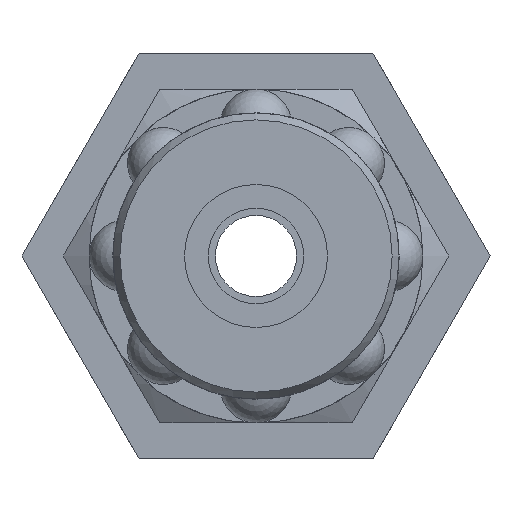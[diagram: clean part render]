
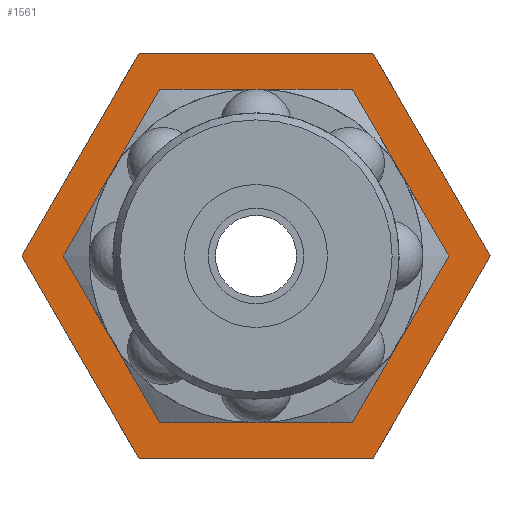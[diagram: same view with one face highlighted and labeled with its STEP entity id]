
A CAD part, left-side view. The second image highlights one B-rep face of the part: STEP entity #1561.
In plain terms, the highlighted planar face has unit normal (-1, 0, 0).
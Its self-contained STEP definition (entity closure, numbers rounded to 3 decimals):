
#46=FACE_BOUND('',#360,.T.);
#77=PLANE('',#1775);
#250=FACE_OUTER_BOUND('',#359,.T.);
#359=EDGE_LOOP('',(#1342,#1343,#1344,#1345,#1346,#1347));
#360=EDGE_LOOP('',(#1348,#1349));
#398=LINE('',#2518,#449);
#401=LINE('',#2523,#452);
#403=LINE('',#2527,#454);
#405=LINE('',#2531,#456);
#428=LINE('',#2918,#479);
#429=LINE('',#2920,#480);
#449=VECTOR('',#1947,10.);
#452=VECTOR('',#1952,10.);
#454=VECTOR('',#1956,10.);
#456=VECTOR('',#1960,10.);
#479=VECTOR('',#2197,10.);
#480=VECTOR('',#2200,10.);
#509=CIRCLE('',#1649,5.);
#510=CIRCLE('',#1650,5.);
#630=VERTEX_POINT('',#2449);
#631=VERTEX_POINT('',#2450);
#644=VERTEX_POINT('',#2515);
#645=VERTEX_POINT('',#2517);
#646=VERTEX_POINT('',#2521);
#647=VERTEX_POINT('',#2525);
#648=VERTEX_POINT('',#2529);
#713=VERTEX_POINT('',#2916);
#796=EDGE_CURVE('',#630,#631,#509,.T.);
#797=EDGE_CURVE('',#631,#630,#510,.T.);
#818=EDGE_CURVE('',#645,#644,#398,.T.);
#821=EDGE_CURVE('',#644,#646,#401,.T.);
#823=EDGE_CURVE('',#646,#647,#403,.T.);
#825=EDGE_CURVE('',#647,#648,#405,.T.);
#928=EDGE_CURVE('',#648,#713,#428,.T.);
#929=EDGE_CURVE('',#713,#645,#429,.T.);
#1342=ORIENTED_EDGE('',*,*,#929,.T.);
#1343=ORIENTED_EDGE('',*,*,#818,.T.);
#1344=ORIENTED_EDGE('',*,*,#821,.T.);
#1345=ORIENTED_EDGE('',*,*,#823,.T.);
#1346=ORIENTED_EDGE('',*,*,#825,.T.);
#1347=ORIENTED_EDGE('',*,*,#928,.T.);
#1348=ORIENTED_EDGE('',*,*,#796,.T.);
#1349=ORIENTED_EDGE('',*,*,#797,.T.);
#1561=ADVANCED_FACE('',(#250,#46),#77,.F.);
#1649=AXIS2_PLACEMENT_3D('',#2451,#1915,#1916);
#1650=AXIS2_PLACEMENT_3D('',#2452,#1917,#1918);
#1775=AXIS2_PLACEMENT_3D('',#2921,#2201,#2202);
#1915=DIRECTION('center_axis',(1.,0.,0.));
#1916=DIRECTION('ref_axis',(0.,-1.,0.));
#1917=DIRECTION('center_axis',(1.,0.,0.));
#1918=DIRECTION('ref_axis',(0.,-1.,0.));
#1947=DIRECTION('',(0.,1.,0.));
#1952=DIRECTION('',(0.,0.5,-0.866));
#1956=DIRECTION('',(0.,-0.5,-0.866));
#1960=DIRECTION('',(0.,-1.,0.));
#2197=DIRECTION('',(0.,-0.5,0.866));
#2200=DIRECTION('',(0.,0.5,0.866));
#2201=DIRECTION('center_axis',(1.,0.,0.));
#2202=DIRECTION('ref_axis',(0.,0.,-1.));
#2449=CARTESIAN_POINT('',(0.,-5.,0.));
#2450=CARTESIAN_POINT('',(0.,5.,0.));
#2451=CARTESIAN_POINT('Origin',(0.,0.,0.));
#2452=CARTESIAN_POINT('Origin',(0.,0.,0.));
#2515=CARTESIAN_POINT('',(0.,4.907,8.5));
#2517=CARTESIAN_POINT('',(0.,-4.907,8.5));
#2518=CARTESIAN_POINT('',(0.,-4.907,8.5));
#2521=CARTESIAN_POINT('',(0.,9.815,0.));
#2523=CARTESIAN_POINT('',(0.,4.907,8.5));
#2525=CARTESIAN_POINT('',(0.,4.907,-8.5));
#2527=CARTESIAN_POINT('',(0.,9.815,0.));
#2529=CARTESIAN_POINT('',(0.,-4.907,-8.5));
#2531=CARTESIAN_POINT('',(0.,4.907,-8.5));
#2916=CARTESIAN_POINT('',(0.,-9.815,0.));
#2918=CARTESIAN_POINT('',(0.,-4.907,-8.5));
#2920=CARTESIAN_POINT('',(0.,-9.815,0.));
#2921=CARTESIAN_POINT('Origin',(0.,0.,0.));
